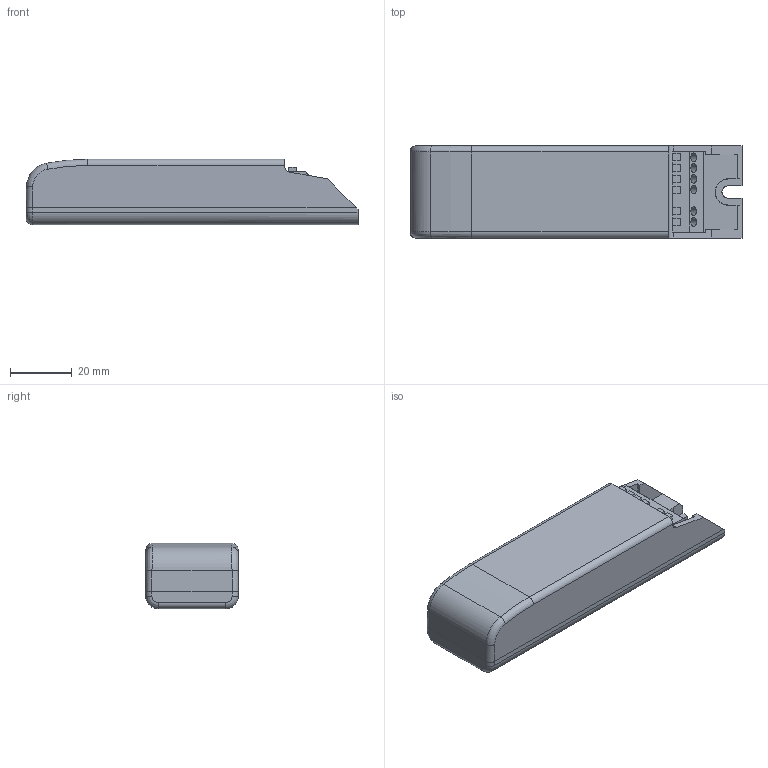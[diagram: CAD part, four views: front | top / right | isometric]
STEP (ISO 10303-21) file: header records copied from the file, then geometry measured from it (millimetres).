
FILE_DESCRIPTION (( 'STEP AP214' ), '1' );
FILE_NAME ('FLEX CU RTC DALI-2 HCL TW.stp.STEP', '2025-08-05T07:35:27', ( '' ), ( '' ), 'SwSTEP 2.0', 'SolidWorks 2024', '' );
FILE_SCHEMA (( 'AUTOMOTIVE_DESIGN' ));
Length unit declared in the file: millimetre
Products named in the file (1): FLEX CU RTC DALI-2 HCL TW.stp
Bounding box: 107.7 x 30 x 21.2 mm (x, y, z)
Volume: 59297.1 mm3; surface area: 12158.8 mm2
Topology: 1 solids, 11 shells, 261 faces, 675 edges, 442 vertices
Faces by surface type: plane 211, cylinder 36, bspline 10, cone 4
Full cylindrical faces by diameter (mm): 2.8 x6
Entity records: 8460 total; most frequent: CARTESIAN_POINT 2389, ORIENTED_EDGE 1338, DIRECTION 1079, EDGE_CURVE 669, LINE 503, VECTOR 503, VERTEX_POINT 442, AXIS2_PLACEMENT_3D 288
